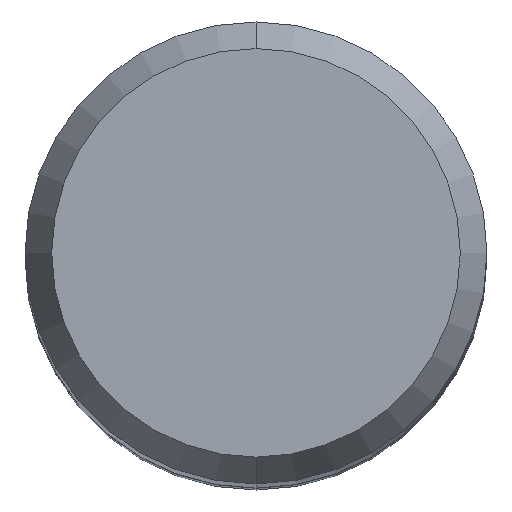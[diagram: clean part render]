
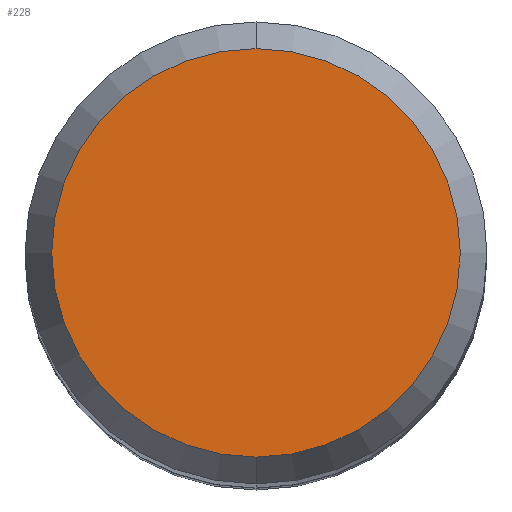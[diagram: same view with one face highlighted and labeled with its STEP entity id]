
A CAD part, top view. The second image highlights one B-rep face of the part: STEP entity #228.
In plain terms, the highlighted planar face has unit normal (0, 0, 1).
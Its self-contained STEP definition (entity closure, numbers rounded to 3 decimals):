
#128=EDGE_CURVE('',#146,#148,#319,.T.);
#146=VERTEX_POINT('',#338);
#148=VERTEX_POINT('',#340);
#176=EDGE_CURVE('',#148,#146,#369,.T.);
#228=ADVANCED_FACE('',(#429),#430,.T.);
#319=CIRCLE('',#526,3.538);
#338=CARTESIAN_POINT('',(0.0,3.538,0.01));
#340=CARTESIAN_POINT('',(0.,-3.538,0.01));
#369=CIRCLE('',#590,3.538);
#429=FACE_OUTER_BOUND('',#670,.T.);
#430=PLANE('',#671);
#526=AXIS2_PLACEMENT_3D('',#775,#776,#777);
#590=AXIS2_PLACEMENT_3D('',#816,#817,#818);
#670=EDGE_LOOP('',(#898,#899));
#671=AXIS2_PLACEMENT_3D('',#900,#901,#902);
#775=CARTESIAN_POINT('',(0.0,0.0,0.01));
#776=DIRECTION('',(0.0,0.0,-1.0));
#777=DIRECTION('',(0.0,1.0,0.0));
#816=CARTESIAN_POINT('',(0.0,0.0,0.01));
#817=DIRECTION('',(0.0,0.0,-1.0));
#818=DIRECTION('',(0.0,1.0,0.0));
#898=ORIENTED_EDGE('',*,*,#128,.F.);
#899=ORIENTED_EDGE('',*,*,#176,.F.);
#900=CARTESIAN_POINT('',(0.0,1.769,0.01));
#901=DIRECTION('',(-0.0,0.0,1.0));
#902=DIRECTION('',(0.0,-1.0,0.0));
